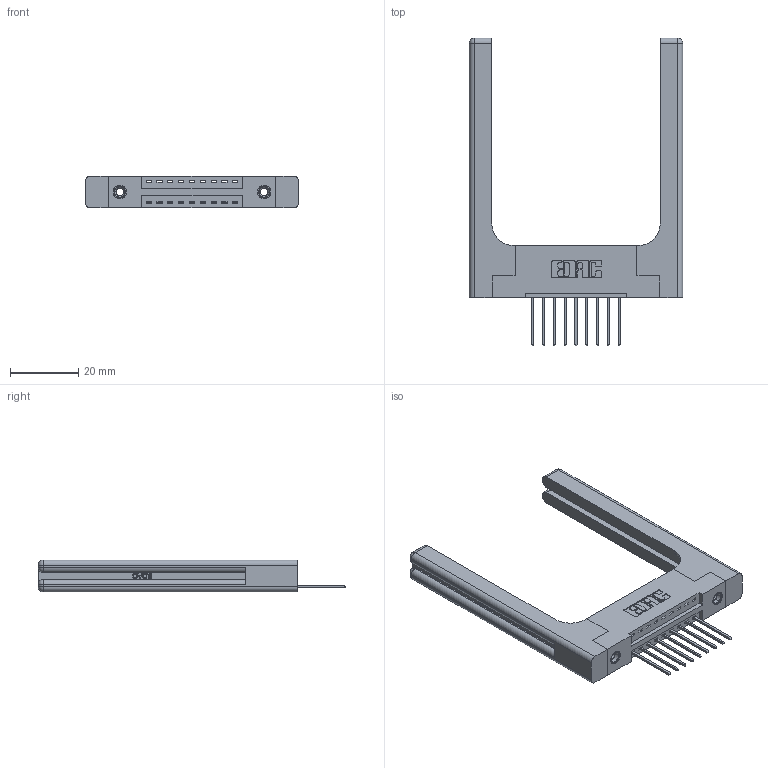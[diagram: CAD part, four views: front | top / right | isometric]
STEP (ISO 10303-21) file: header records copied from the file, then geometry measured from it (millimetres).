
FILE_DESCRIPTION (( 'STEP AP203' ), '1' );
FILE_NAME ('396-009-540-158.STEP', '2019-10-26T13:57:07', ( '' ), ( '' ), 'SwSTEP 2.0', 'SolidWorks 2016', '' );
FILE_SCHEMA (( 'CONFIG_CONTROL_DESIGN' ));
Length unit declared in the file: inch
Products named in the file (5): 346-220-058_345-220-058; 346 Part_Flush Mounting Lugs - 0.156 Dia-TH; 396-009-540-158; 345-250-001_345-250-001-102; 345-292-001_345-293-140
Assembly tree (14 placements, depth 2):
  396-009-540-158
    346 Part_Flush Mounting Lugs - 0.156 Dia-TH
    345-292-001_345-293-140  x9
    345-250-001_345-250-001-102  x2
    346-220-058_345-220-058  x2
Bounding box: 62.64 x 90.42 x 9.4 mm (x, y, z)
Volume: 13298.9 mm3; surface area: 12127.3 mm2
Topology: 14 solids, 14 shells, 900 faces, 2579 edges, 1686 vertices
Faces by surface type: plane 584, cylinder 256, bspline 36, cone 12, sphere 8, torus 4
Entity records: 15228 total; most frequent: CARTESIAN_POINT 3600, ORIENTED_EDGE 2340, DIRECTION 2148, EDGE_CURVE 1170, VECTOR 910, LINE 910, VERTEX_POINT 770, AXIS2_PLACEMENT_3D 619
